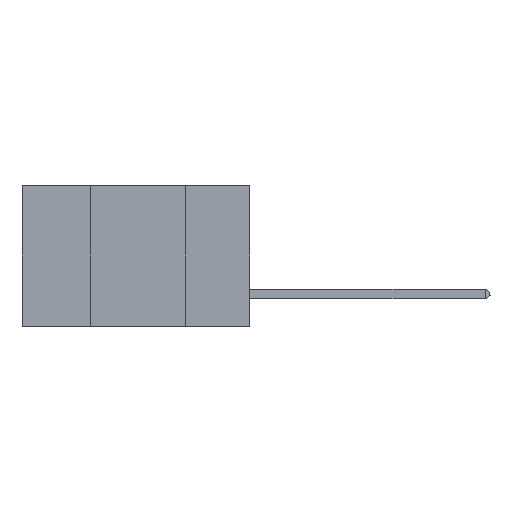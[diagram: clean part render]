
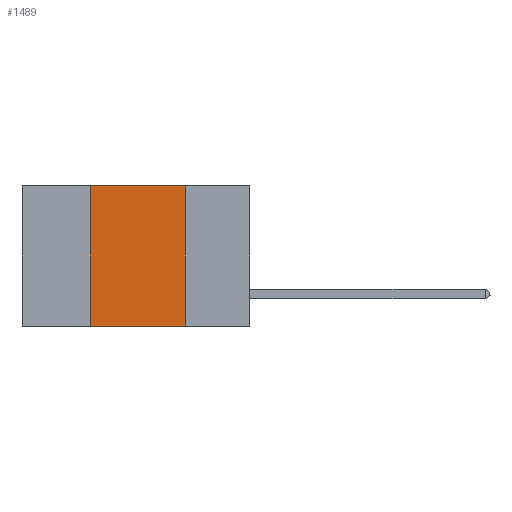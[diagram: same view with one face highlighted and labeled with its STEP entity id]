
A CAD part, left-side view. The second image highlights one B-rep face of the part: STEP entity #1489.
In plain terms, the highlighted planar face has unit normal (-1, 0, 0).
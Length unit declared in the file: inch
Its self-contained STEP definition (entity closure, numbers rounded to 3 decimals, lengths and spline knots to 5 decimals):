
#119 = EDGE_CURVE ( 'NONE', #9409, #10697, #6889, .T. ) ;
#421 = DIRECTION ( 'NONE',  ( 0., 0., -1. ) ) ;
#1489 = ADVANCED_FACE ( 'NONE', ( #5239 ), #11356, .F. ) ;
#2967 = VECTOR ( 'NONE', #19563, 39.37008 ) ;
#3168 = CARTESIAN_POINT ( 'NONE',  ( 0., 0.17, -0.37 ) ) ;
#3947 = CARTESIAN_POINT ( 'NONE',  ( 0., 0.42, 0. ) ) ;
#3960 = ORIENTED_EDGE ( 'NONE', *, *, #24160, .T. ) ;
#4825 = LINE ( 'NONE', #12467, #19544 ) ;
#5239 = FACE_OUTER_BOUND ( 'NONE', #19554, .T. ) ;
#5475 = CARTESIAN_POINT ( 'NONE',  ( 0., 0.6, 0. ) ) ;
#5635 = DIRECTION ( 'NONE',  ( 0., 0., -1. ) ) ;
#6889 = LINE ( 'NONE', #19582, #12607 ) ;
#7649 = CARTESIAN_POINT ( 'NONE',  ( 0., 0.42, -0.37 ) ) ;
#8056 = LINE ( 'NONE', #3947, #2967 ) ;
#8671 = VERTEX_POINT ( 'NONE', #12416 ) ;
#8758 = ORIENTED_EDGE ( 'NONE', *, *, #19488, .F. ) ;
#9409 = VERTEX_POINT ( 'NONE', #20351 ) ;
#9450 = VECTOR ( 'NONE', #15427, 39.37008 ) ;
#10697 = VERTEX_POINT ( 'NONE', #3168 ) ;
#11356 = PLANE ( 'NONE',  #21326 ) ;
#12416 = CARTESIAN_POINT ( 'NONE',  ( 0., 0.42, 0. ) ) ;
#12467 = CARTESIAN_POINT ( 'NONE',  ( 0., 0.6, -0.37 ) ) ;
#12607 = VECTOR ( 'NONE', #421, 39.37008 ) ;
#13611 = VERTEX_POINT ( 'NONE', #7649 ) ;
#15103 = DIRECTION ( 'NONE',  ( 1., 0., 0. ) ) ;
#15350 = EDGE_CURVE ( 'NONE', #8671, #9409, #18143, .T. ) ;
#15427 = DIRECTION ( 'NONE',  ( 0., -1., 0. ) ) ;
#17038 = CARTESIAN_POINT ( 'NONE',  ( 0., 0.6, 0. ) ) ;
#17646 = ORIENTED_EDGE ( 'NONE', *, *, #15350, .F. ) ;
#18143 = LINE ( 'NONE', #17038, #9450 ) ;
#19488 = EDGE_CURVE ( 'NONE', #13611, #8671, #8056, .T. ) ;
#19544 = VECTOR ( 'NONE', #23852, 39.37008 ) ;
#19554 = EDGE_LOOP ( 'NONE', ( #21565, #17646, #8758, #3960 ) ) ;
#19563 = DIRECTION ( 'NONE',  ( 0., 0., 1. ) ) ;
#19582 = CARTESIAN_POINT ( 'NONE',  ( 0., 0.17, 0. ) ) ;
#20351 = CARTESIAN_POINT ( 'NONE',  ( 0., 0.17, 0. ) ) ;
#21326 = AXIS2_PLACEMENT_3D ( 'NONE', #5475, #15103, #5635 ) ;
#21565 = ORIENTED_EDGE ( 'NONE', *, *, #119, .F. ) ;
#23852 = DIRECTION ( 'NONE',  ( 0., -1., 0. ) ) ;
#24160 = EDGE_CURVE ( 'NONE', #13611, #10697, #4825, .T. ) ;
